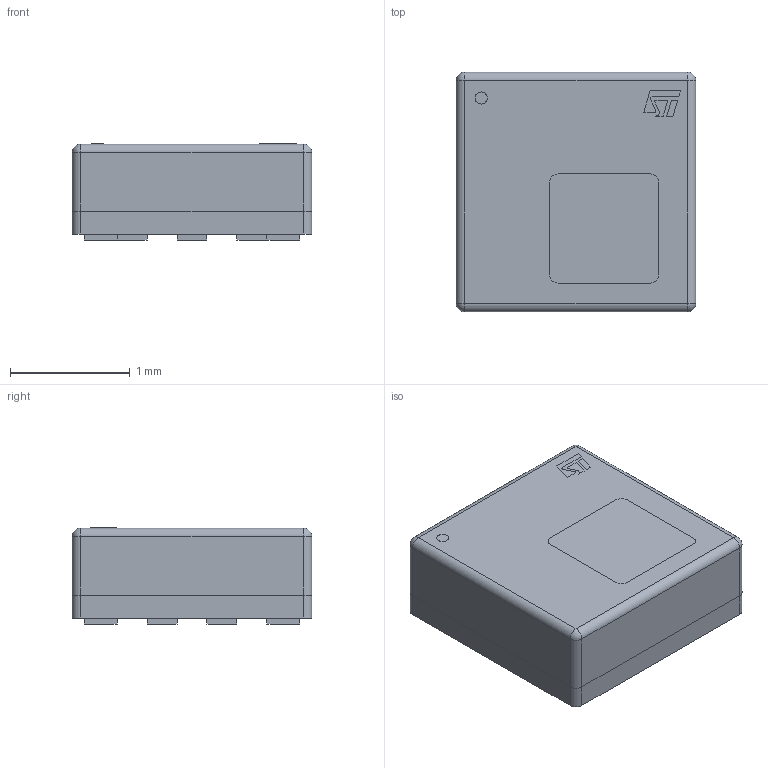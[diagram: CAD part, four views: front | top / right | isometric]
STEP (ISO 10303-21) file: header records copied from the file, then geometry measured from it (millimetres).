
FILE_DESCRIPTION(/* description */ (''),/* implementation_level */ '2;1');
FILE_NAME(/* name */ '1.stp',/* time_stamp */ '2019-06-22T02:38:21+02:00',/* author */ ('k'),/* organization */ (''),/* preprocessor_version */ 'ST-DEVELOPER v15.6',/* originating_system */ 'Autodesk Inventor 2015',/* authorisation */ '');
FILE_SCHEMA (('AUTOMOTIVE_DESIGN { 1 0 10303 214 3 1 1 }'));
Length unit declared in the file: millimetre
Products named in the file (7): 1; 2; 3; 4; STM Logo; STM Logo - 1
Bounding box: 2 x 2 x 0.8 mm (x, y, z)
Volume: 3 mm3; surface area: 26.2 mm2
Topology: 17 solids, 17 shells, 140 faces, 303 edges, 198 vertices
Faces by surface type: plane 109, cylinder 27, sphere 4
Full cylindrical faces by diameter (mm): 0.101 x1
Entity records: 3933 total; most frequent: DIRECTION 662, CARTESIAN_POINT 653, ORIENTED_EDGE 604, EDGE_CURVE 302, LINE 248, VECTOR 248, AXIS2_PLACEMENT_3D 207, VERTEX_POINT 198
